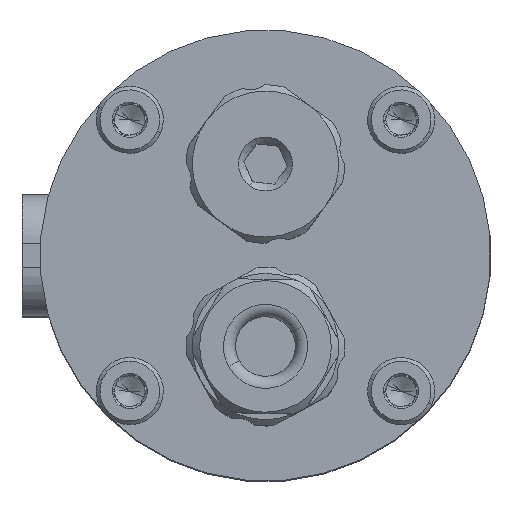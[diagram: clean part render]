
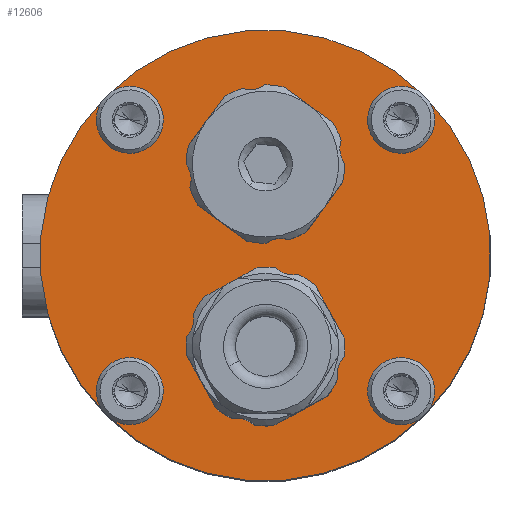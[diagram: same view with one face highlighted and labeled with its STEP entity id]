
A CAD part, top view. The second image highlights one B-rep face of the part: STEP entity #12606.
In plain terms, the highlighted planar face has unit normal (0, 0, 1).
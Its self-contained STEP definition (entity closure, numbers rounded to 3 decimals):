
#205 = EDGE_CURVE ( 'NONE', #24342, #28206, #14490, .T. ) ;
#397 = ORIENTED_EDGE ( 'NONE', *, *, #446, .F. ) ;
#446 = EDGE_CURVE ( 'NONE', #3721, #9274, #4621, .T. ) ;
#951 = CARTESIAN_POINT ( 'NONE',  ( 0., 0., 0. ) ) ;
#1765 = DIRECTION ( 'NONE',  ( 1., 0., 0. ) ) ;
#2170 = CARTESIAN_POINT ( 'NONE',  ( -1.6, 15.75, 0. ) ) ;
#2189 = ORIENTED_EDGE ( 'NONE', *, *, #28508, .F. ) ;
#2196 = CARTESIAN_POINT ( 'NONE',  ( 15.75, 0., 0. ) ) ;
#2643 = CARTESIAN_POINT ( 'NONE',  ( -17.35, 0., 0. ) ) ;
#2756 = VERTEX_POINT ( 'NONE', #10707 ) ;
#2961 = EDGE_LOOP ( 'NONE', ( #397, #25724 ) ) ;
#3354 = CARTESIAN_POINT ( 'NONE',  ( -5.303, 5.303, 0. ) ) ;
#3505 = DIRECTION ( 'NONE',  ( 1., 0., 0. ) ) ;
#3651 = CARTESIAN_POINT ( 'NONE',  ( 0., 15.75, 0. ) ) ;
#3721 = VERTEX_POINT ( 'NONE', #9504 ) ;
#3952 = DIRECTION ( 'NONE',  ( 1., 0., 0. ) ) ;
#4355 = ORIENTED_EDGE ( 'NONE', *, *, #9613, .F. ) ;
#4621 = CIRCLE ( 'NONE', #10696, 1.6 ) ;
#4769 = CIRCLE ( 'NONE', #18862, 2.5 ) ;
#5035 = CARTESIAN_POINT ( 'NONE',  ( 18.5, 0., 0. ) ) ;
#5558 = EDGE_CURVE ( 'NONE', #9698, #2756, #17338, .T. ) ;
#5783 = CIRCLE ( 'NONE', #15217, 18.5 ) ;
#5948 = EDGE_CURVE ( 'NONE', #18194, #20582, #5783, .T. ) ;
#5952 = DIRECTION ( 'NONE',  ( 0., 0., 1. ) ) ;
#6273 = FACE_BOUND ( 'NONE', #15307, .T. ) ;
#6666 = DIRECTION ( 'NONE',  ( 0., 0., 1. ) ) ;
#6691 = ORIENTED_EDGE ( 'NONE', *, *, #11917, .F. ) ;
#6858 = CARTESIAN_POINT ( 'NONE',  ( 0., 0., 0. ) ) ;
#6886 = EDGE_CURVE ( 'NONE', #9274, #3721, #20880, .T. ) ;
#7334 = CARTESIAN_POINT ( 'NONE',  ( -18.5, 0., 0. ) ) ;
#7434 = DIRECTION ( 'NONE',  ( -1., 0., 0. ) ) ;
#7537 = VERTEX_POINT ( 'NONE', #2170 ) ;
#7685 = DIRECTION ( 'NONE',  ( 0., 0., 1. ) ) ;
#7715 = DIRECTION ( 'NONE',  ( 0., 0., 1. ) ) ;
#7819 = CARTESIAN_POINT ( 'NONE',  ( 0., -15.75, 0. ) ) ;
#8136 = CIRCLE ( 'NONE', #26021, 1.6 ) ;
#8145 = DIRECTION ( 'NONE',  ( 0., 0., 1. ) ) ;
#8151 = DIRECTION ( 'NONE',  ( 0., 0., -1. ) ) ;
#8201 = DIRECTION ( 'NONE',  ( 0., 0., 1. ) ) ;
#8765 = FACE_BOUND ( 'NONE', #23925, .T. ) ;
#9198 = EDGE_CURVE ( 'NONE', #28294, #14620, #21551, .T. ) ;
#9274 = VERTEX_POINT ( 'NONE', #17805 ) ;
#9504 = CARTESIAN_POINT ( 'NONE',  ( 1.6, -15.75, 0. ) ) ;
#9558 = DIRECTION ( 'NONE',  ( 1., 0., 0. ) ) ;
#9613 = EDGE_CURVE ( 'NONE', #7537, #16841, #17323, .T. ) ;
#9698 = VERTEX_POINT ( 'NONE', #13038 ) ;
#9812 = CARTESIAN_POINT ( 'NONE',  ( 0., 15.75, 0. ) ) ;
#10506 = AXIS2_PLACEMENT_3D ( 'NONE', #7819, #12794, #19591 ) ;
#10662 = ORIENTED_EDGE ( 'NONE', *, *, #5948, .F. ) ;
#10696 = AXIS2_PLACEMENT_3D ( 'NONE', #29067, #6666, #24467 ) ;
#10707 = CARTESIAN_POINT ( 'NONE',  ( -2.803, 5.303, 0. ) ) ;
#11008 = CIRCLE ( 'NONE', #28877, 1.6 ) ;
#11237 = CARTESIAN_POINT ( 'NONE',  ( 7.803, -5.303, 0. ) ) ;
#11820 = CIRCLE ( 'NONE', #22142, 18.5 ) ;
#11917 = EDGE_CURVE ( 'NONE', #15857, #16448, #4769, .T. ) ;
#12490 = CARTESIAN_POINT ( 'NONE',  ( 15.75, 0., 0. ) ) ;
#12589 = DIRECTION ( 'NONE',  ( 0., 0., 1. ) ) ;
#12606 = ADVANCED_FACE ( 'NONE', ( #26903, #28830, #17454, #13016, #6273, #8765, #17746 ), #24670, .F. ) ;
#12794 = DIRECTION ( 'NONE',  ( 0., 0., 1. ) ) ;
#13016 = FACE_BOUND ( 'NONE', #15324, .T. ) ;
#13038 = CARTESIAN_POINT ( 'NONE',  ( -7.803, 5.303, 0. ) ) ;
#13142 = DIRECTION ( 'NONE',  ( 1., 0., 0. ) ) ;
#13691 = CIRCLE ( 'NONE', #26432, 2.5 ) ;
#13951 = DIRECTION ( 'NONE',  ( 1., 0., 0. ) ) ;
#14160 = EDGE_CURVE ( 'NONE', #16448, #15857, #13691, .T. ) ;
#14490 = CIRCLE ( 'NONE', #26244, 1.6 ) ;
#14530 = AXIS2_PLACEMENT_3D ( 'NONE', #3354, #12589, #3505 ) ;
#14582 = DIRECTION ( 'NONE',  ( 1., 0., 0. ) ) ;
#14620 = VERTEX_POINT ( 'NONE', #20845 ) ;
#15145 = DIRECTION ( 'NONE',  ( 0., 0., 1. ) ) ;
#15217 = AXIS2_PLACEMENT_3D ( 'NONE', #6858, #24811, #7434 ) ;
#15246 = ORIENTED_EDGE ( 'NONE', *, *, #23146, .F. ) ;
#15307 = EDGE_LOOP ( 'NONE', ( #19956, #15495 ) ) ;
#15324 = EDGE_LOOP ( 'NONE', ( #15246, #4355 ) ) ;
#15384 = CARTESIAN_POINT ( 'NONE',  ( -15.75, 0., 0. ) ) ;
#15495 = ORIENTED_EDGE ( 'NONE', *, *, #205, .F. ) ;
#15637 = CARTESIAN_POINT ( 'NONE',  ( 2.803, -5.303, 0. ) ) ;
#15807 = EDGE_LOOP ( 'NONE', ( #10662, #2189 ) ) ;
#15857 = VERTEX_POINT ( 'NONE', #15637 ) ;
#16281 = AXIS2_PLACEMENT_3D ( 'NONE', #12490, #23562, #14582 ) ;
#16448 = VERTEX_POINT ( 'NONE', #11237 ) ;
#16465 = ORIENTED_EDGE ( 'NONE', *, *, #25597, .F. ) ;
#16557 = DIRECTION ( 'NONE',  ( -1., 0., 0. ) ) ;
#16623 = DIRECTION ( 'NONE',  ( 0., 0., 1. ) ) ;
#16672 = DIRECTION ( 'NONE',  ( 1., 0., 0. ) ) ;
#16807 = ORIENTED_EDGE ( 'NONE', *, *, #9198, .F. ) ;
#16841 = VERTEX_POINT ( 'NONE', #27413 ) ;
#17121 = DIRECTION ( 'NONE',  ( 1., 0., 0. ) ) ;
#17323 = CIRCLE ( 'NONE', #26279, 1.6 ) ;
#17338 = CIRCLE ( 'NONE', #14530, 2.5 ) ;
#17454 = FACE_BOUND ( 'NONE', #2961, .T. ) ;
#17746 = FACE_OUTER_BOUND ( 'NONE', #15807, .T. ) ;
#17805 = CARTESIAN_POINT ( 'NONE',  ( -1.6, -15.75, 0. ) ) ;
#17950 = AXIS2_PLACEMENT_3D ( 'NONE', #18054, #26461, #27047 ) ;
#18054 = CARTESIAN_POINT ( 'NONE',  ( 0., 0., 0. ) ) ;
#18083 = ORIENTED_EDGE ( 'NONE', *, *, #5558, .F. ) ;
#18194 = VERTEX_POINT ( 'NONE', #7334 ) ;
#18638 = EDGE_CURVE ( 'NONE', #28206, #24342, #8136, .T. ) ;
#18807 = ORIENTED_EDGE ( 'NONE', *, *, #23678, .F. ) ;
#18862 = AXIS2_PLACEMENT_3D ( 'NONE', #27881, #7685, #16672 ) ;
#19025 = CIRCLE ( 'NONE', #25133, 2.5 ) ;
#19591 = DIRECTION ( 'NONE',  ( 1., 0., 0. ) ) ;
#19647 = AXIS2_PLACEMENT_3D ( 'NONE', #2196, #28048, #1765 ) ;
#19956 = ORIENTED_EDGE ( 'NONE', *, *, #18638, .F. ) ;
#20394 = CARTESIAN_POINT ( 'NONE',  ( 14.15, 0., 0. ) ) ;
#20582 = VERTEX_POINT ( 'NONE', #5035 ) ;
#20702 = CARTESIAN_POINT ( 'NONE',  ( -14.15, 0., 0. ) ) ;
#20845 = CARTESIAN_POINT ( 'NONE',  ( 17.35, 0., 0. ) ) ;
#20880 = CIRCLE ( 'NONE', #10506, 1.6 ) ;
#21551 = CIRCLE ( 'NONE', #19647, 1.6 ) ;
#22142 = AXIS2_PLACEMENT_3D ( 'NONE', #951, #8151, #16557 ) ;
#22154 = EDGE_LOOP ( 'NONE', ( #18807, #18083 ) ) ;
#22955 = EDGE_LOOP ( 'NONE', ( #28400, #6691 ) ) ;
#23017 = DIRECTION ( 'NONE',  ( 1., 0., 0. ) ) ;
#23146 = EDGE_CURVE ( 'NONE', #16841, #7537, #11008, .T. ) ;
#23562 = DIRECTION ( 'NONE',  ( 0., 0., 1. ) ) ;
#23678 = EDGE_CURVE ( 'NONE', #2756, #9698, #19025, .T. ) ;
#23925 = EDGE_LOOP ( 'NONE', ( #16465, #16807 ) ) ;
#24342 = VERTEX_POINT ( 'NONE', #2643 ) ;
#24445 = CARTESIAN_POINT ( 'NONE',  ( 5.303, -5.303, 0. ) ) ;
#24467 = DIRECTION ( 'NONE',  ( 1., 0., 0. ) ) ;
#24670 = PLANE ( 'NONE',  #17950 ) ;
#24717 = CIRCLE ( 'NONE', #16281, 1.6 ) ;
#24811 = DIRECTION ( 'NONE',  ( 0., 0., -1. ) ) ;
#25133 = AXIS2_PLACEMENT_3D ( 'NONE', #28344, #8145, #17121 ) ;
#25597 = EDGE_CURVE ( 'NONE', #14620, #28294, #24717, .T. ) ;
#25724 = ORIENTED_EDGE ( 'NONE', *, *, #6886, .F. ) ;
#26021 = AXIS2_PLACEMENT_3D ( 'NONE', #15384, #5952, #13142 ) ;
#26244 = AXIS2_PLACEMENT_3D ( 'NONE', #27912, #7715, #23017 ) ;
#26279 = AXIS2_PLACEMENT_3D ( 'NONE', #3651, #15145, #3952 ) ;
#26432 = AXIS2_PLACEMENT_3D ( 'NONE', #24445, #8201, #9558 ) ;
#26461 = DIRECTION ( 'NONE',  ( 0., 0., -1. ) ) ;
#26903 = FACE_BOUND ( 'NONE', #22154, .T. ) ;
#27047 = DIRECTION ( 'NONE',  ( -1., 0., 0. ) ) ;
#27413 = CARTESIAN_POINT ( 'NONE',  ( 1.6, 15.75, 0. ) ) ;
#27881 = CARTESIAN_POINT ( 'NONE',  ( 5.303, -5.303, 0. ) ) ;
#27912 = CARTESIAN_POINT ( 'NONE',  ( -15.75, 0., 0. ) ) ;
#28048 = DIRECTION ( 'NONE',  ( 0., 0., 1. ) ) ;
#28206 = VERTEX_POINT ( 'NONE', #20702 ) ;
#28294 = VERTEX_POINT ( 'NONE', #20394 ) ;
#28344 = CARTESIAN_POINT ( 'NONE',  ( -5.303, 5.303, 0. ) ) ;
#28400 = ORIENTED_EDGE ( 'NONE', *, *, #14160, .F. ) ;
#28508 = EDGE_CURVE ( 'NONE', #20582, #18194, #11820, .T. ) ;
#28830 = FACE_BOUND ( 'NONE', #22955, .T. ) ;
#28877 = AXIS2_PLACEMENT_3D ( 'NONE', #9812, #16623, #13951 ) ;
#29067 = CARTESIAN_POINT ( 'NONE',  ( 0., -15.75, 0. ) ) ;
